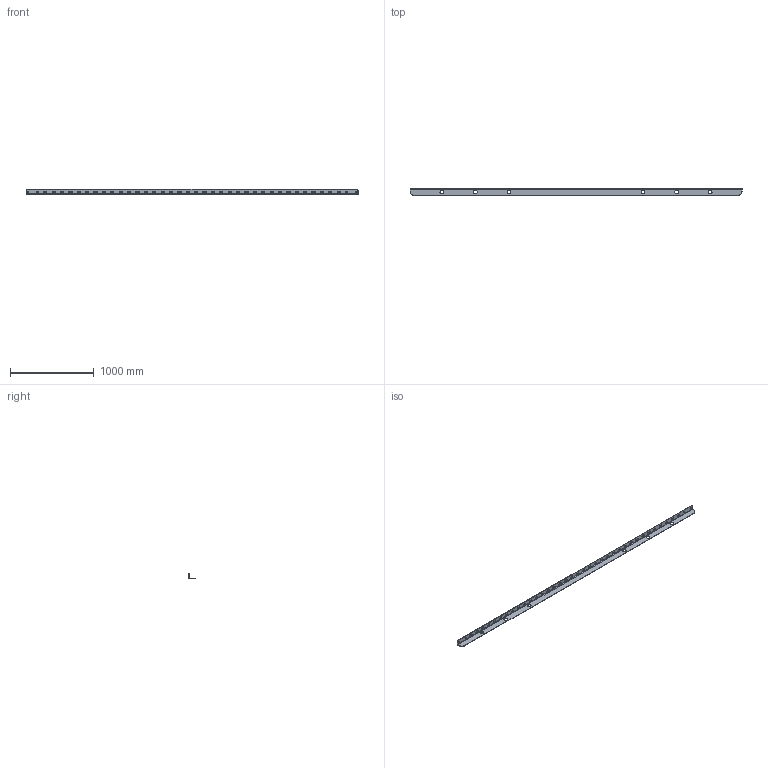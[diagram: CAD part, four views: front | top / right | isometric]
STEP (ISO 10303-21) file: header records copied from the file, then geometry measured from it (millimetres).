
FILE_DESCRIPTION (( 'STEP AP214' ), '1' );
FILE_NAME ('912.163.STEP', '2024-10-24T04:20:34', ( '' ), ( '' ), 'SwSTEP 2.0', 'SolidWorks 2021', '' );
FILE_SCHEMA (( 'AUTOMOTIVE_DESIGN' ));
Length unit declared in the file: millimetre
Products named in the file (1): 912.163
Bounding box: 3960 x 80 x 60 mm (x, y, z)
Volume: 2470674.9 mm3; surface area: 1053632.6 mm2
Topology: 1 solids, 1 shells, 338 faces, 1000 edges, 664 vertices
Faces by surface type: cylinder 174, plane 162, bspline 2
Entity records: 12048 total; most frequent: CARTESIAN_POINT 2327, DIRECTION 2010, ORIENTED_EDGE 2000, EDGE_CURVE 1000, AXIS2_PLACEMENT_3D 681, VERTEX_POINT 664, LINE 648, VECTOR 648
